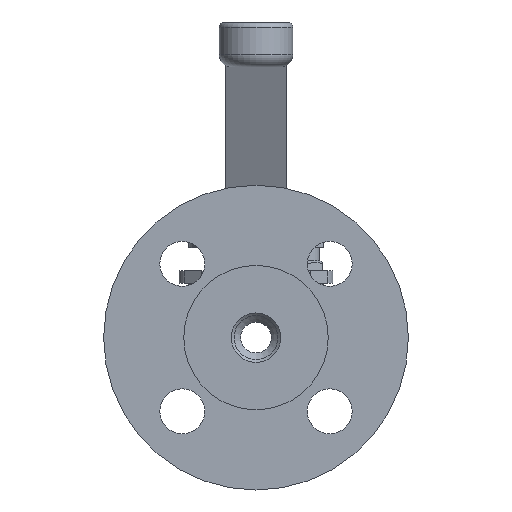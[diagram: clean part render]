
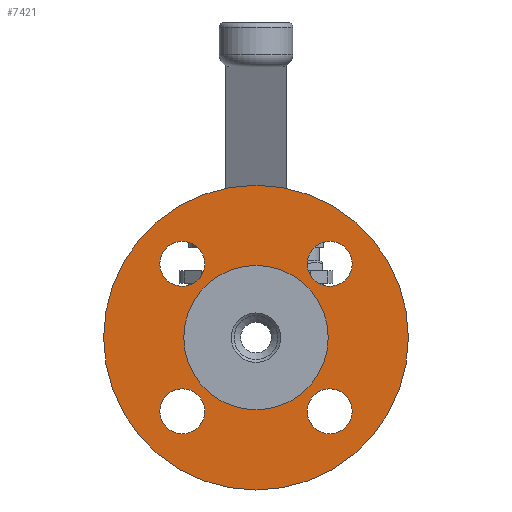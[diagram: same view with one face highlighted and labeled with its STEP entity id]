
A CAD part, left-side view. The second image highlights one B-rep face of the part: STEP entity #7421.
In plain terms, the highlighted planar face has unit normal (-1, 0, 0).
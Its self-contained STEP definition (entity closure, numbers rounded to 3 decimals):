
#1340=PLANE('',#7916);
#1962=FACE_BOUND('',#2505,.T.);
#1963=FACE_BOUND('',#2506,.T.);
#1964=FACE_BOUND('',#2507,.T.);
#1965=FACE_BOUND('',#2508,.T.);
#1966=FACE_BOUND('',#2509,.T.);
#2038=FACE_OUTER_BOUND('',#2504,.T.);
#2504=EDGE_LOOP('',(#5221));
#2505=EDGE_LOOP('',(#5222));
#2506=EDGE_LOOP('',(#5223));
#2507=EDGE_LOOP('',(#5224));
#2508=EDGE_LOOP('',(#5225));
#2509=EDGE_LOOP('',(#5226));
#2997=CIRCLE('',#7859,7.);
#2999=CIRCLE('',#7862,7.);
#3001=CIRCLE('',#7865,7.);
#3003=CIRCLE('',#7868,7.);
#3037=CIRCLE('',#7917,47.5);
#3038=CIRCLE('',#7918,22.5);
#3369=VERTEX_POINT('',#10703);
#3371=VERTEX_POINT('',#10708);
#3373=VERTEX_POINT('',#10713);
#3375=VERTEX_POINT('',#10718);
#3458=VERTEX_POINT('',#10936);
#3459=VERTEX_POINT('',#10938);
#4035=EDGE_CURVE('',#3369,#3369,#2997,.T.);
#4037=EDGE_CURVE('',#3371,#3371,#2999,.T.);
#4039=EDGE_CURVE('',#3373,#3373,#3001,.T.);
#4041=EDGE_CURVE('',#3375,#3375,#3003,.T.);
#4131=EDGE_CURVE('',#3458,#3458,#3037,.T.);
#4132=EDGE_CURVE('',#3459,#3459,#3038,.T.);
#5221=ORIENTED_EDGE('',*,*,#4131,.T.);
#5222=ORIENTED_EDGE('',*,*,#4035,.T.);
#5223=ORIENTED_EDGE('',*,*,#4037,.T.);
#5224=ORIENTED_EDGE('',*,*,#4039,.T.);
#5225=ORIENTED_EDGE('',*,*,#4041,.T.);
#5226=ORIENTED_EDGE('',*,*,#4132,.F.);
#7421=ADVANCED_FACE('',(#2038,#1962,#1963,#1964,#1965,#1966),#1340,.T.);
#7859=AXIS2_PLACEMENT_3D('',#10704,#8654,#8655);
#7862=AXIS2_PLACEMENT_3D('',#10709,#8660,#8661);
#7865=AXIS2_PLACEMENT_3D('',#10714,#8666,#8667);
#7868=AXIS2_PLACEMENT_3D('',#10719,#8672,#8673);
#7916=AXIS2_PLACEMENT_3D('',#10935,#8816,#8817);
#7917=AXIS2_PLACEMENT_3D('',#10937,#8818,#8819);
#7918=AXIS2_PLACEMENT_3D('',#10939,#8820,#8821);
#8654=DIRECTION('center_axis',(1.,0.,0.));
#8655=DIRECTION('ref_axis',(0.,1.,0.));
#8660=DIRECTION('center_axis',(1.,0.,0.));
#8661=DIRECTION('ref_axis',(0.,0.,-1.));
#8666=DIRECTION('center_axis',(1.,0.,0.));
#8667=DIRECTION('ref_axis',(0.,-1.,0.));
#8672=DIRECTION('center_axis',(1.,0.,0.));
#8673=DIRECTION('ref_axis',(0.,0.,1.));
#8816=DIRECTION('center_axis',(-1.,0.,0.));
#8817=DIRECTION('ref_axis',(0.,0.,1.));
#8818=DIRECTION('center_axis',(-1.,0.,0.));
#8819=DIRECTION('ref_axis',(0.,0.,1.));
#8820=DIRECTION('center_axis',(-1.,0.,0.));
#8821=DIRECTION('ref_axis',(0.,0.,1.));
#10703=CARTESIAN_POINT('',(-82.36,29.981,-22.981));
#10704=CARTESIAN_POINT('Origin',(-82.36,22.981,-22.981));
#10708=CARTESIAN_POINT('',(-82.36,-22.981,-29.981));
#10709=CARTESIAN_POINT('Origin',(-82.36,-22.981,-22.981));
#10713=CARTESIAN_POINT('',(-82.36,-29.981,22.981));
#10714=CARTESIAN_POINT('Origin',(-82.36,-22.981,22.981));
#10718=CARTESIAN_POINT('',(-82.36,22.981,29.981));
#10719=CARTESIAN_POINT('Origin',(-82.36,22.981,22.981));
#10935=CARTESIAN_POINT('Origin',(-82.36,0.,35.));
#10936=CARTESIAN_POINT('',(-82.36,0.,47.5));
#10937=CARTESIAN_POINT('Origin',(-82.36,0.,0.));
#10938=CARTESIAN_POINT('',(-82.36,0.,22.5));
#10939=CARTESIAN_POINT('Origin',(-82.36,0.,0.));
